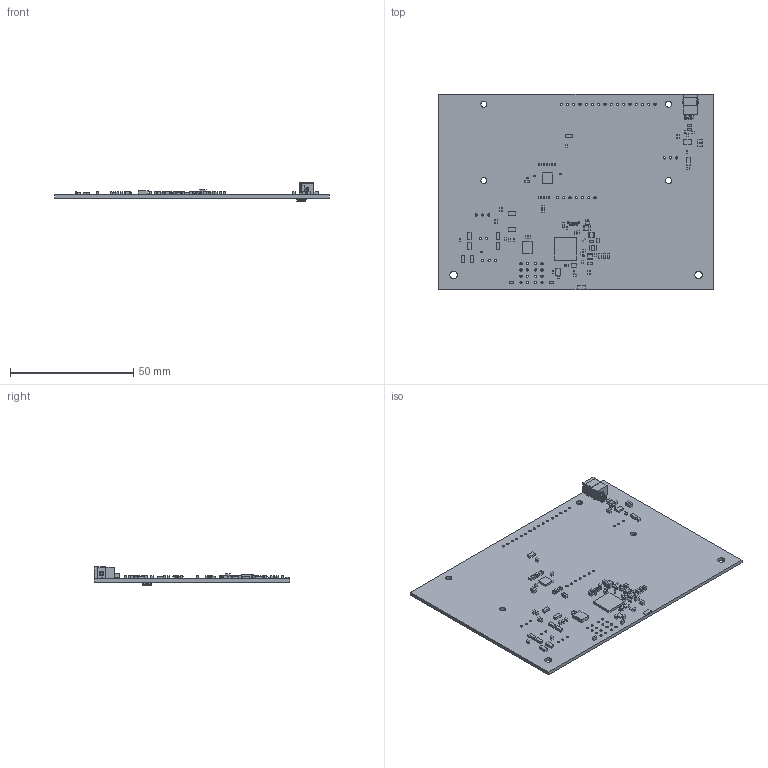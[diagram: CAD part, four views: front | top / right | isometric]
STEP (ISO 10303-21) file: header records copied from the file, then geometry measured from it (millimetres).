
FILE_DESCRIPTION(('Open CASCADE Model'),'2;1');
FILE_NAME('Open CASCADE Shape Model','2017-07-20T18:09:53',('Author'),( 'Open CASCADE'),'Open CASCADE STEP processor 6.8','Open CASCADE 6.8' ,'Unknown');
FILE_SCHEMA(('AUTOMOTIVE_DESIGN { 1 0 10303 214 1 1 1 1 }'));
Length unit declared in the file: millimetre
Products named in the file (146): PCB; Board; Y2; 1168073224; Extruded; Y1; ABS07; U5; 1168071728; U4; 1168071456; U3; 1168070504; U2; 1168072952; U1; 1168071592; T10; 1168070912; T9; 1168071320; T8; T7; T6; T5; T4; T3; T2; T1; R32; 1168071184; R31; 1168070776; R30; TC-33X-2; TC-33X-1_SUBSTR_ASM; TC33_SUBST1; R29; R28; R27 ...
Assembly tree (223 placements, depth 5):
  PCB
    Board
    Y2
      1168073224
        Extruded
    Y1
      ABS07
    U5
      1168071728
        Extruded
    U4
      1168071456
        Extruded
    U3
      1168070504
        Extruded
    U2
      1168072952
        Extruded
    U1
      1168071592
        Extruded
    T10
      1168070912
        Extruded
    T9
      1168071320
        Extruded
    T8
      1168071320
        Extruded
    T7
      1168071320
        Extruded
    T6
      1168071320
        Extruded
    T5
      1168071320
        Extruded
    T4
      1168071320
        Extruded
    T3
      1168071320
        Extruded
    T2
      1168070912
        Extruded
    T1
      1168070912
        Extruded
    R32
      1168071184
        Extruded
    R31
      1168070776
        Extruded
    R30
      TC-33X-2
Bounding box: 111.4 x 79.3 x 7.38 mm (x, y, z)
Volume: 12739.1 mm3; surface area: 20047.8 mm2
Topology: 106 solids, 106 shells, 1079 faces, 2530 edges, 1670 vertices
Faces by surface type: plane 775, bspline 165, cylinder 123, torus 8, cone 6, sphere 2
Full cylindrical faces by diameter (mm): 0.9 x50, 1.2 x2, 2.5 x4, 3 x2
Entity records: 27352 total; most frequent: CARTESIAN_POINT 7184, ORIENTED_EDGE 3184, DIRECTION 3178, EDGE_CURVE 1592, LINE 1142, VECTOR 1142, VERTEX_POINT 1046, AXIS2_PLACEMENT_3D 1018
